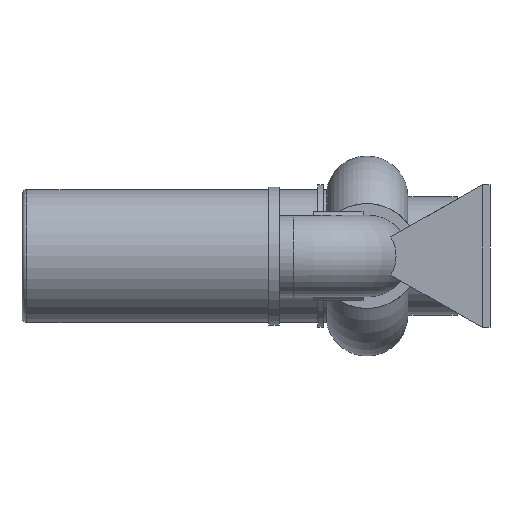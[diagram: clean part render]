
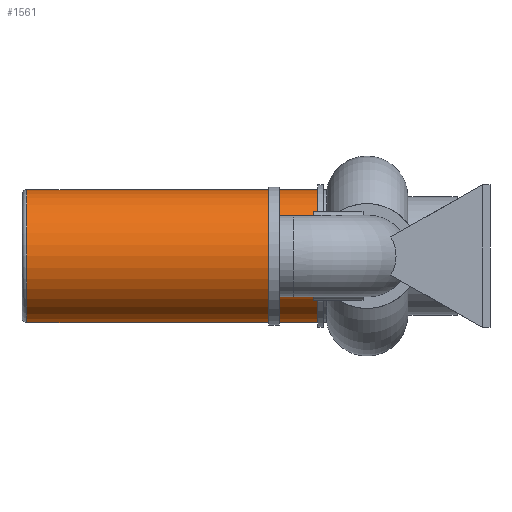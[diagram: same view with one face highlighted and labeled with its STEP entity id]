
A CAD part, left-side view. The second image highlights one B-rep face of the part: STEP entity #1561.
In plain terms, the highlighted cylindrical face has radius 135 mm (diameter 270 mm), a full revolution.
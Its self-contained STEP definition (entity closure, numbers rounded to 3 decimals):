
#148=LINE('',#3050,#258);
#258=VECTOR('',#2143,135.);
#311=CYLINDRICAL_SURFACE('',#1744,135.);
#416=FACE_OUTER_BOUND('',#534,.T.);
#534=EDGE_LOOP('',(#1327,#1328,#1329,#1330,#1331));
#614=CIRCLE('',#1739,135.);
#615=CIRCLE('',#1740,135.);
#618=CIRCLE('',#1745,135.);
#747=VERTEX_POINT('',#3039);
#748=VERTEX_POINT('',#3040);
#750=VERTEX_POINT('',#3048);
#945=EDGE_CURVE('',#747,#748,#614,.T.);
#946=EDGE_CURVE('',#748,#747,#615,.T.);
#949=EDGE_CURVE('',#750,#750,#618,.T.);
#950=EDGE_CURVE('',#750,#748,#148,.T.);
#1327=ORIENTED_EDGE('',*,*,#949,.F.);
#1328=ORIENTED_EDGE('',*,*,#950,.T.);
#1329=ORIENTED_EDGE('',*,*,#945,.F.);
#1330=ORIENTED_EDGE('',*,*,#946,.F.);
#1331=ORIENTED_EDGE('',*,*,#950,.F.);
#1561=ADVANCED_FACE('',(#416),#311,.T.);
#1739=AXIS2_PLACEMENT_3D('',#3041,#2129,#2130);
#1740=AXIS2_PLACEMENT_3D('',#3042,#2131,#2132);
#1744=AXIS2_PLACEMENT_3D('',#3047,#2139,#2140);
#1745=AXIS2_PLACEMENT_3D('',#3049,#2141,#2142);
#2129=DIRECTION('center_axis',(0.,1.,0.));
#2130=DIRECTION('ref_axis',(-1.,0.,0.));
#2131=DIRECTION('center_axis',(0.,1.,0.));
#2132=DIRECTION('ref_axis',(-1.,0.,0.));
#2139=DIRECTION('center_axis',(0.,-1.,0.));
#2140=DIRECTION('ref_axis',(1.,0.,0.));
#2141=DIRECTION('center_axis',(0.,-1.,0.));
#2142=DIRECTION('ref_axis',(1.,0.,0.));
#2143=DIRECTION('',(0.,1.,0.));
#3039=CARTESIAN_POINT('',(698.4,490.,135.));
#3040=CARTESIAN_POINT('',(563.4,490.,0.));
#3041=CARTESIAN_POINT('Origin',(698.4,490.,0.));
#3042=CARTESIAN_POINT('Origin',(698.4,490.,0.));
#3047=CARTESIAN_POINT('Origin',(698.4,199.999,0.));
#3048=CARTESIAN_POINT('',(563.4,-100.003,0.));
#3049=CARTESIAN_POINT('Origin',(698.4,-100.003,0.));
#3050=CARTESIAN_POINT('',(563.4,199.999,0.));
